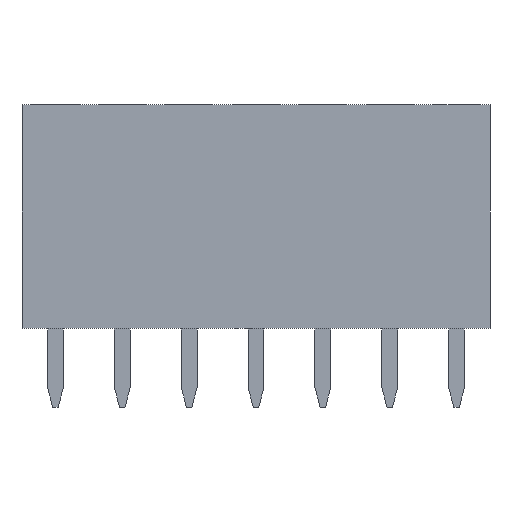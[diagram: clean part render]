
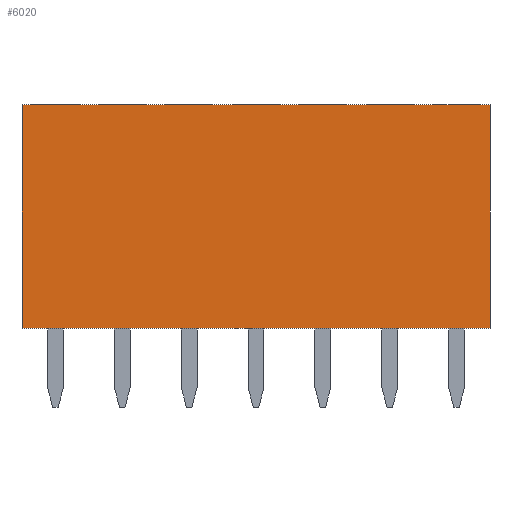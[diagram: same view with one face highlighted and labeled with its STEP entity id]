
A CAD part, front view. The second image highlights one B-rep face of the part: STEP entity #6020.
In plain terms, the highlighted planar face has unit normal (0, -1, 0).
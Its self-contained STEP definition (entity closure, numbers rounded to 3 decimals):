
#6020=ADVANCED_FACE('',(#11644),#11646,.T.);
#11644=FACE_BOUND('',#11645,.T.);
#11645=EDGE_LOOP('',(#16041,#16042,#16043,#16044));
#11646=PLANE('',#11647);
#11647=AXIS2_PLACEMENT_3D('',#11648,#11649,#11650);
#11648=CARTESIAN_POINT('',(-1.27,-1.27,0.));
#11649=DIRECTION('',(0.,-1.,0.));
#11650=DIRECTION('',(1.,0.,0.));
#16041=ORIENTED_EDGE('',*,*,#18435,.T.);
#16042=ORIENTED_EDGE('',*,*,#18246,.T.);
#16043=ORIENTED_EDGE('',*,*,#18403,.F.);
#16044=ORIENTED_EDGE('',*,*,#18235,.F.);
#18235=EDGE_CURVE('',#21455,#21457,#21458,.T.);
#18246=EDGE_CURVE('',#21477,#21475,#21478,.T.);
#18403=EDGE_CURVE('',#21457,#21475,#21683,.T.);
#18435=EDGE_CURVE('',#21455,#21477,#21723,.T.);
#21455=VERTEX_POINT('',#28425);
#21457=VERTEX_POINT('',#28429);
#21458=LINE('',#28430,#28431);
#21475=VERTEX_POINT('',#28467);
#21477=VERTEX_POINT('',#28471);
#21478=LINE('',#28472,#28473);
#21683=LINE('',#28999,#29000);
#21723=LINE('',#29103,#29104);
#28425=CARTESIAN_POINT('',(-1.27,-1.27,0.));
#28429=CARTESIAN_POINT('',(-1.27,-1.27,8.5));
#28430=CARTESIAN_POINT('',(-1.27,-1.27,0.));
#28431=VECTOR('',#28432,1.);
#28432=DIRECTION('',(0.,0.,1.));
#28467=CARTESIAN_POINT('',(16.51,-1.27,8.5));
#28471=CARTESIAN_POINT('',(16.51,-1.27,0.));
#28472=CARTESIAN_POINT('',(16.51,-1.27,0.));
#28473=VECTOR('',#28474,1.);
#28474=DIRECTION('',(0.,0.,1.));
#28999=CARTESIAN_POINT('',(-1.27,-1.27,8.5));
#29000=VECTOR('',#29001,1.);
#29001=DIRECTION('',(1.,0.,0.));
#29103=CARTESIAN_POINT('',(-1.27,-1.27,0.));
#29104=VECTOR('',#29105,1.);
#29105=DIRECTION('',(1.,0.,0.));
